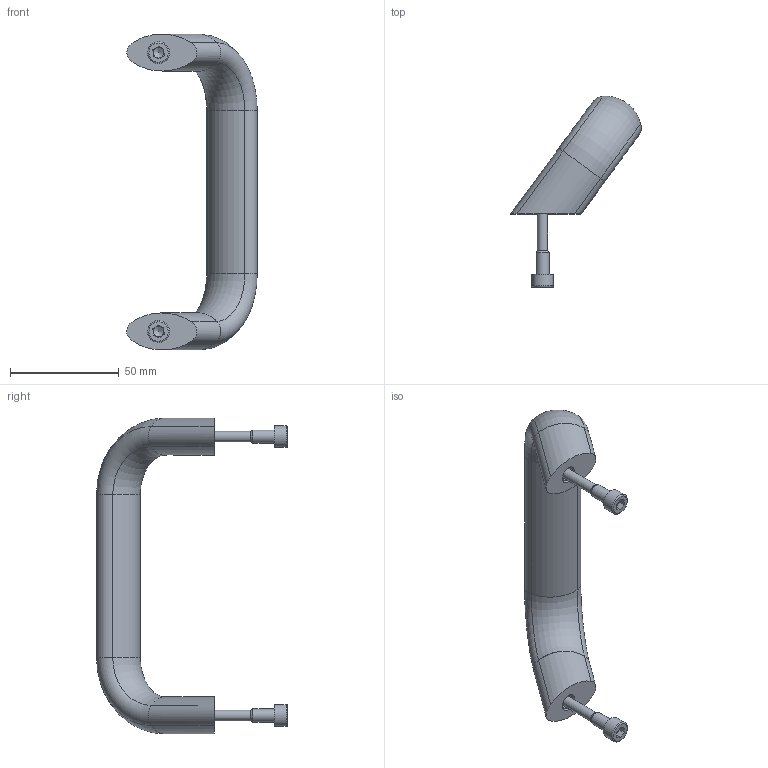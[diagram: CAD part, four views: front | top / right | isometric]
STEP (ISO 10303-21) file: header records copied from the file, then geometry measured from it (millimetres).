
FILE_DESCRIPTION(/* description */ (''),/* implementation_level */ '2;1');
FILE_NAME(/* name */ '140035',/* time_stamp */ '2015-08-03T12:28:54+02:00',/* author */ (''),/* organization */ (''),/* preprocessor_version */ 'ST-DEVELOPER v14',/* originating_system */ 'HiCAD 2013 1802.4 Build 509',/* authorisation */ '');
FILE_SCHEMA (('AUTOMOTIVE_DESIGN { 1 0 10303 214 1 1 1 1 }'));
Length unit declared in the file: millimetre
Products named in the file (4): Root; 140035Beugelgreep L=128 mm, Alu zwartBOIKON; 900110Cil. inbusbout DIN 912 EV M6 x 35BOIKON0
Assembly tree (3 placements, depth 3):
  Root
    140035Beugelgreep L=128 mm, Alu zwartBOIKON
      900110Cil. inbusbout DIN 912 EV M6 x 35BOIKON0
      900110Cil. inbusbout DIN 912 EV M6 x 35BOIKON0
Bounding box: 59.89 x 87.6 x 144.96 mm (x, y, z)
Volume: 74065 mm3; surface area: 17866 mm2
Topology: 3 solids, 3 shells, 74 faces, 170 edges, 107 vertices
Faces by surface type: plane 36, cylinder 20, torus 10, cone 8
Full cylindrical faces by diameter (mm): 4.773 x2, 6 x2, 6.647 x2, 10 x2
Entity records: 3395 total; most frequent: DIRECTION 380, CARTESIAN_POINT 319, PRESENTATION_STYLE_ASSIGNMENT 283, COLOUR_RGB 282, DRAUGHTING_PRE_DEFINED_CURVE_FONT 280, CURVE_STYLE 280, OVER_RIDING_STYLED_ITEM 280, ORIENTED_EDGE 280
